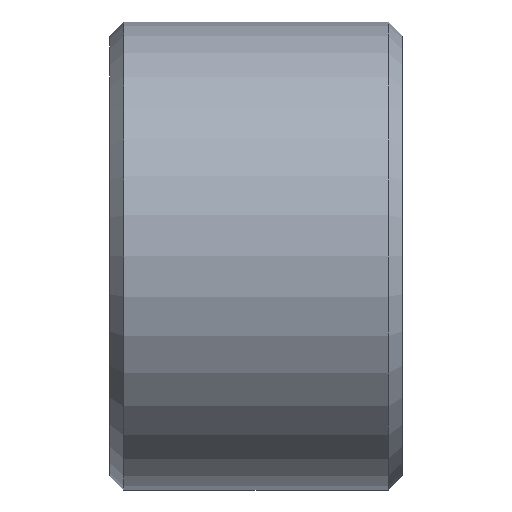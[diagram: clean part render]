
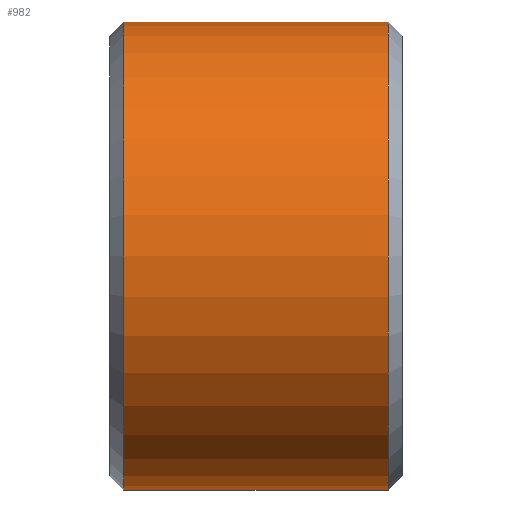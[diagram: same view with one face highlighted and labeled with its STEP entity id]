
A CAD part, front view. The second image highlights one B-rep face of the part: STEP entity #982.
In plain terms, the highlighted cylindrical face has radius 6.35 mm (diameter 12.7 mm), a partial arc.
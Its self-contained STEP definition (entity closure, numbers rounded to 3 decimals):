
#824=CARTESIAN_POINT('POINT2078',(0.381,
   0.,6.35));
#825=VERTEX_POINT('VERTEX2078',#824);
#832=CARTESIAN_POINT('POINT2079',(0.381,
   0.,-6.35));
#833=VERTEX_POINT('VERTEX2079',#832);
#834=CARTESIAN_POINT('POS3078',(0.381,0.,0.
   ));
#835=DIRECTION('DIR4678',(1.,0.,0.));
#836=DIRECTION('DIR4679',(0.,0.,1.));
#837=AXIS2_PLACEMENT_3D('AXIS1601',#834,#835,#836);
#838=CIRCLE('ELLIPSE800',#837,6.35);
#899=EDGE_CURVE('EDGE3226',#825,#833,#838,.T.);
#904=CARTESIAN_POINT('POINT2082',(7.569,0.,
   6.35));
#905=VERTEX_POINT('VERTEX2082',#904);
#906=CARTESIAN_POINT('POS3085',(3.975,0.,
   6.35));
#907=DIRECTION('DIR4689',(1.,0.,0.));
#908=VECTOR('VEC1481',#907,1.);
#909=LINE('STRAIGHT1481',#906,#908);
#910=EDGE_CURVE('EDGE3227',#825,#905,#909,.T.);
#912=CARTESIAN_POINT('POINT2083',(7.569,0.,
   -6.35));
#913=VERTEX_POINT('VERTEX2083',#912);
#914=CARTESIAN_POINT('POS3086',(7.569,0.,
   0.));
#915=DIRECTION('DIR4690',(1.,0.,0.));
#916=DIRECTION('DIR4691',(0.,0.,1.));
#917=AXIS2_PLACEMENT_3D('AXIS1605',#914,#915,#916);
#918=CIRCLE('ELLIPSE802',#917,6.35);
#921=CARTESIAN_POINT('POS3087',(3.975,0.,
   -6.35));
#922=DIRECTION('DIR4692',(-1.,0.,0.));
#923=VECTOR('VEC1482',#922,1.);
#924=LINE('STRAIGHT1482',#921,#923);
#925=EDGE_CURVE('EDGE3229',#913,#833,#924,.T.);
#944=CARTESIAN_POINT('POS3088',(3.975,0.,0.
   ));
#945=DIRECTION('DIR4693',(1.,0.,0.));
#946=DIRECTION('DIR4694',(0.,0.,1.));
#947=AXIS2_PLACEMENT_3D('AXIS1606',#944,#945,#946);
#948=CYLINDRICAL_SURFACE('CONE_SURF360',#947,6.35);
#975=ORIENTED_EDGE('COEDGE6457',*,*,#910,.F.);
#976=ORIENTED_EDGE('COEDGE6458',*,*,#899,.T.);
#977=ORIENTED_EDGE('COEDGE6459',*,*,#925,.F.);
#978=EDGE_CURVE('EDGE3232',#905,#913,#918,.T.);
#979=ORIENTED_EDGE('COEDGE6460',*,*,#978,.F.);
#980=EDGE_LOOP('NONE',(#975,#976,#977,#979));
#981=FACE_BOUND('LOOP1',#980,.T.);
#982=ADVANCED_FACE('FACE1295',(#981),#948,.T.);
